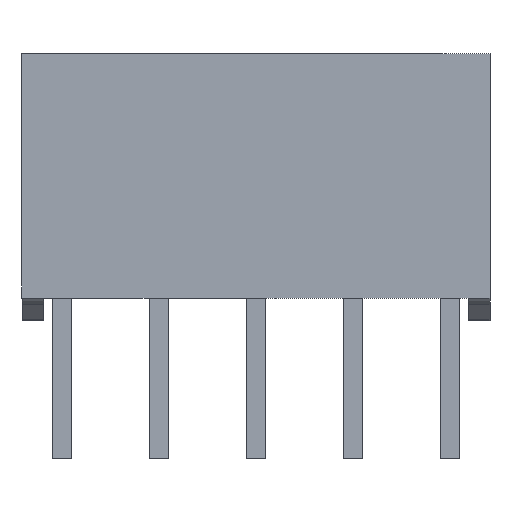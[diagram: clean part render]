
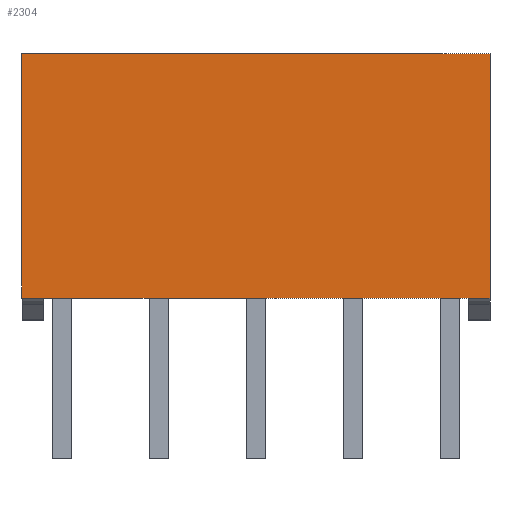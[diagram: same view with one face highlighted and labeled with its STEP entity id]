
A CAD part, front view. The second image highlights one B-rep face of the part: STEP entity #2304.
In plain terms, the highlighted planar face has unit normal (0, -1, 0).
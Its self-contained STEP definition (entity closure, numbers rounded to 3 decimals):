
#68 = DIRECTION ( 'NONE',  ( 0., 0., 1. ) ) ;
#163 = VECTOR ( 'NONE', #3679, 1000. ) ;
#289 = VERTEX_POINT ( 'NONE', #1823 ) ;
#376 = VECTOR ( 'NONE', #2111, 1000. ) ;
#625 = EDGE_CURVE ( 'NONE', #3380, #3933, #3513, .T. ) ;
#889 = CARTESIAN_POINT ( 'NONE',  ( -6.125, -8.75, 0. ) ) ;
#1083 = CARTESIAN_POINT ( 'NONE',  ( -6.125, -8.75, 6.4 ) ) ;
#1775 = VERTEX_POINT ( 'NONE', #1083 ) ;
#1823 = CARTESIAN_POINT ( 'NONE',  ( 6.125, -8.75, 6.4 ) ) ;
#2057 = FACE_OUTER_BOUND ( 'NONE', #5249, .T. ) ;
#2111 = DIRECTION ( 'NONE',  ( 0., 0., -1. ) ) ;
#2304 = ADVANCED_FACE ( 'NONE', ( #2057 ), #5376, .T. ) ;
#2306 = ORIENTED_EDGE ( 'NONE', *, *, #4215, .F. ) ;
#2502 = CARTESIAN_POINT ( 'NONE',  ( 6.125, -8.75, 0. ) ) ;
#2953 = AXIS2_PLACEMENT_3D ( 'NONE', #889, #3314, #2985 ) ;
#2985 = DIRECTION ( 'NONE',  ( 0., 0., -1. ) ) ;
#3158 = ORIENTED_EDGE ( 'NONE', *, *, #5297, .F. ) ;
#3308 = ORIENTED_EDGE ( 'NONE', *, *, #4532, .T. ) ;
#3314 = DIRECTION ( 'NONE',  ( 0., -1., 0. ) ) ;
#3351 = LINE ( 'NONE', #2502, #376 ) ;
#3380 = VERTEX_POINT ( 'NONE', #4029 ) ;
#3513 = LINE ( 'NONE', #3899, #163 ) ;
#3679 = DIRECTION ( 'NONE',  ( 1., 0., 0. ) ) ;
#3847 = ORIENTED_EDGE ( 'NONE', *, *, #625, .T. ) ;
#3877 = VECTOR ( 'NONE', #4184, 1000. ) ;
#3899 = CARTESIAN_POINT ( 'NONE',  ( 0., -8.75, 0. ) ) ;
#3933 = VERTEX_POINT ( 'NONE', #4252 ) ;
#4029 = CARTESIAN_POINT ( 'NONE',  ( -6.125, -8.75, 0. ) ) ;
#4184 = DIRECTION ( 'NONE',  ( -1., 0., 0. ) ) ;
#4215 = EDGE_CURVE ( 'NONE', #3380, #1775, #4572, .T. ) ;
#4237 = CARTESIAN_POINT ( 'NONE',  ( -6.125, -8.75, 0. ) ) ;
#4252 = CARTESIAN_POINT ( 'NONE',  ( 6.125, -8.75, 0. ) ) ;
#4532 = EDGE_CURVE ( 'NONE', #289, #1775, #4636, .T. ) ;
#4572 = LINE ( 'NONE', #4237, #5092 ) ;
#4588 = CARTESIAN_POINT ( 'NONE',  ( -6.125, -8.75, 6.4 ) ) ;
#4636 = LINE ( 'NONE', #4588, #3877 ) ;
#5092 = VECTOR ( 'NONE', #68, 1000. ) ;
#5249 = EDGE_LOOP ( 'NONE', ( #3308, #2306, #3847, #3158 ) ) ;
#5297 = EDGE_CURVE ( 'NONE', #289, #3933, #3351, .T. ) ;
#5376 = PLANE ( 'NONE',  #2953 ) ;
